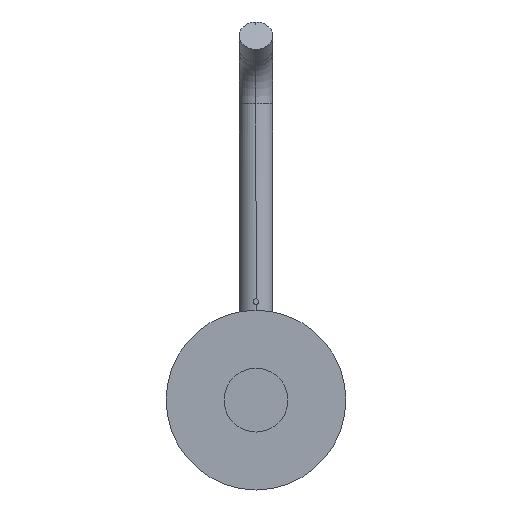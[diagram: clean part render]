
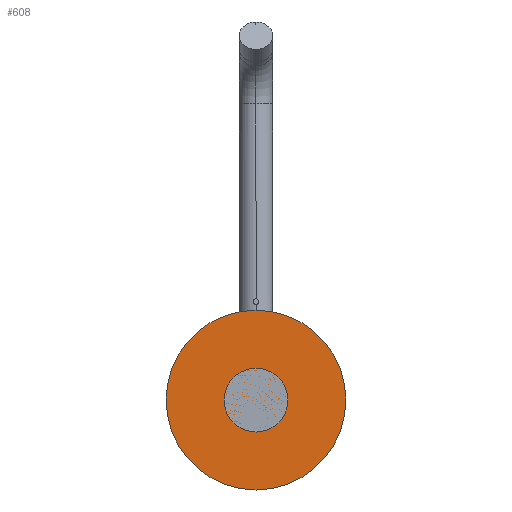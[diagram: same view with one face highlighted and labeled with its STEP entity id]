
A CAD part, front view. The second image highlights one B-rep face of the part: STEP entity #608.
In plain terms, the highlighted planar face has unit normal (0, -1, 0).
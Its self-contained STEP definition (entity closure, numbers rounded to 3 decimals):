
#502=CARTESIAN_POINT('',(0.,0.,0.));
#503=DIRECTION('',(0.,-1.,0.));
#504=DIRECTION('',(1.,0.,0.));
#505=AXIS2_PLACEMENT_3D('',#502,#503,#504);
#515=CARTESIAN_POINT('',(0.,0.,0.));
#516=DIRECTION('',(0.,1.,0.));
#517=DIRECTION('',(1.,0.,0.));
#518=AXIS2_PLACEMENT_3D('',#515,#516,#517);
#530=CARTESIAN_POINT('',(70.,0.,0.));
#532=VERTEX_POINT('',#530);
#534=CARTESIAN_POINT('',(-70.,0.,0.));
#536=VERTEX_POINT('',#534);
#599=CARTESIAN_POINT('',(0.,0.,0.));
#600=DIRECTION('',(0.,-1.,0.));
#601=DIRECTION('',(-1.,0.,0.));
#602=AXIS2_PLACEMENT_3D('',#599,#600,#601);
#603=PLANE('',#602);
#604=ORIENTED_EDGE('',*,*,#545,.F.);
#605=ORIENTED_EDGE('',*,*,#570,.T.);
#606=EDGE_LOOP('',(#604,#605));
#607=FACE_OUTER_BOUND('',#606,.F.);
#608=ADVANCED_FACE('',(#607),#603,.T.);
#506=CIRCLE('',#505,70.);
#519=CIRCLE('',#518,70.);
#545=EDGE_CURVE('',#532,#536,#506,.T.);
#570=EDGE_CURVE('',#532,#536,#519,.T.);
